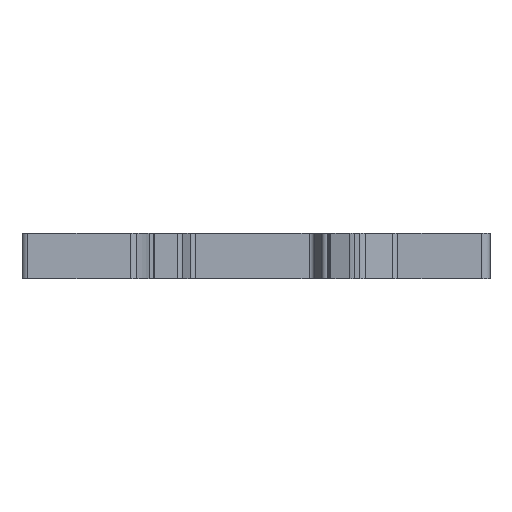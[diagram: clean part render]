
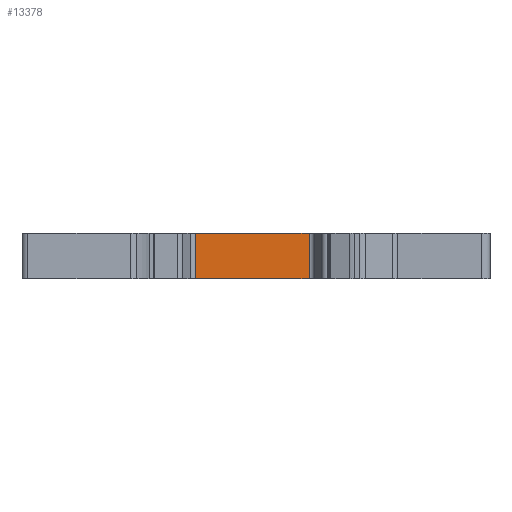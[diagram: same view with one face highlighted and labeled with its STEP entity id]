
A CAD part, front view. The second image highlights one B-rep face of the part: STEP entity #13378.
In plain terms, the highlighted planar face has unit normal (0, -1, 0).
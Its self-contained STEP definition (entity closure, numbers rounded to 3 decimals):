
#175 = ORIENTED_EDGE ( 'NONE', *, *, #7197, .T. ) ;
#1278 = EDGE_CURVE ( 'NONE', #12033, #8132, #5623, .T. ) ;
#1661 = CARTESIAN_POINT ( 'NONE',  ( -15.691, -17.009, 4.684 ) ) ;
#2533 = AXIS2_PLACEMENT_3D ( 'NONE', #10862, #3831, #11993 ) ;
#2638 = LINE ( 'NONE', #4358, #2672 ) ;
#2672 = VECTOR ( 'NONE', #12463, 1000. ) ;
#3547 = LINE ( 'NONE', #1661, #12475 ) ;
#3761 = CARTESIAN_POINT ( 'NONE',  ( 4.332, -17.009, 4.684 ) ) ;
#3831 = DIRECTION ( 'NONE',  ( 0., 1., 0. ) ) ;
#4231 = ORIENTED_EDGE ( 'NONE', *, *, #8352, .T. ) ;
#4358 = CARTESIAN_POINT ( 'NONE',  ( -15.691, -17.009, -3.316 ) ) ;
#4731 = CARTESIAN_POINT ( 'NONE',  ( 4.332, -17.009, 4.684 ) ) ;
#5034 = CARTESIAN_POINT ( 'NONE',  ( -15.691, -17.009, -3.316 ) ) ;
#5618 = VECTOR ( 'NONE', #5913, 1000. ) ;
#5623 = LINE ( 'NONE', #4731, #5618 ) ;
#5913 = DIRECTION ( 'NONE',  ( 0., 0., -1. ) ) ;
#6815 = VERTEX_POINT ( 'NONE', #11821 ) ;
#7197 = EDGE_CURVE ( 'NONE', #9446, #8132, #2638, .T. ) ;
#7524 = DIRECTION ( 'NONE',  ( 0., 0., -1. ) ) ;
#8132 = VERTEX_POINT ( 'NONE', #12514 ) ;
#8352 = EDGE_CURVE ( 'NONE', #6815, #9446, #11664, .T. ) ;
#9446 = VERTEX_POINT ( 'NONE', #5034 ) ;
#9781 = DIRECTION ( 'NONE',  ( 1., 0., 0. ) ) ;
#10860 = ORIENTED_EDGE ( 'NONE', *, *, #14323, .F. ) ;
#10862 = CARTESIAN_POINT ( 'NONE',  ( -15.691, -17.009, 4.684 ) ) ;
#11664 = LINE ( 'NONE', #14395, #11696 ) ;
#11696 = VECTOR ( 'NONE', #7524, 1000. ) ;
#11821 = CARTESIAN_POINT ( 'NONE',  ( -15.691, -17.009, 4.684 ) ) ;
#11944 = PLANE ( 'NONE',  #2533 ) ;
#11993 = DIRECTION ( 'NONE',  ( -1., 0., 0. ) ) ;
#12033 = VERTEX_POINT ( 'NONE', #3761 ) ;
#12463 = DIRECTION ( 'NONE',  ( 1., 0., 0. ) ) ;
#12475 = VECTOR ( 'NONE', #9781, 1000. ) ;
#12514 = CARTESIAN_POINT ( 'NONE',  ( 4.332, -17.009, -3.316 ) ) ;
#12791 = EDGE_LOOP ( 'NONE', ( #175, #13211, #10860, #4231 ) ) ;
#13211 = ORIENTED_EDGE ( 'NONE', *, *, #1278, .F. ) ;
#13378 = ADVANCED_FACE ( 'NONE', ( #14331 ), #11944, .F. ) ;
#14323 = EDGE_CURVE ( 'NONE', #6815, #12033, #3547, .T. ) ;
#14331 = FACE_OUTER_BOUND ( 'NONE', #12791, .T. ) ;
#14395 = CARTESIAN_POINT ( 'NONE',  ( -15.691, -17.009, 4.684 ) ) ;
